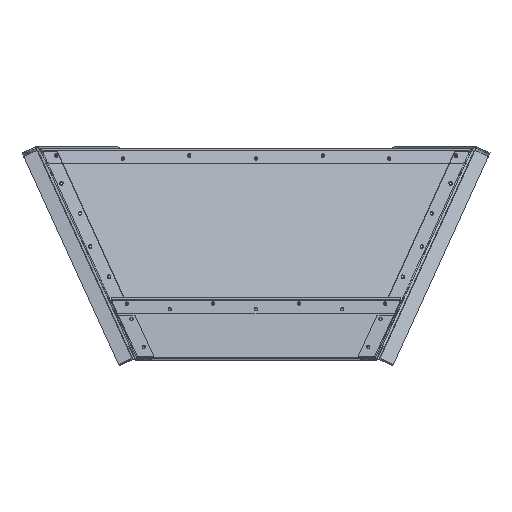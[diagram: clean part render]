
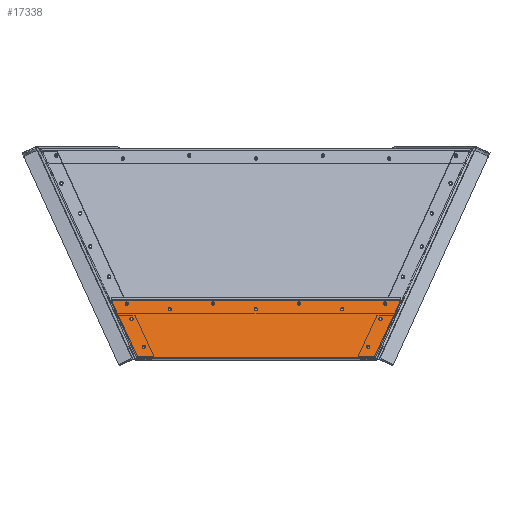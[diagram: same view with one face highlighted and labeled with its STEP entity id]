
A CAD part, top view. The second image highlights one B-rep face of the part: STEP entity #17338.
In plain terms, the highlighted face is planar.
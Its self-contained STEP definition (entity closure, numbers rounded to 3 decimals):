
#54 = DIRECTION ( 'NONE',  ( -0.391, -0.921, 0. ) ) ;
#416 = CARTESIAN_POINT ( 'NONE',  ( -337.106, 76.108, 1.6 ) ) ;
#639 = ORIENTED_EDGE ( 'NONE', *, *, #12012, .F. ) ;
#677 = EDGE_LOOP ( 'NONE', ( #1177 ) ) ;
#765 = AXIS2_PLACEMENT_3D ( 'NONE', #17645, #3120, #17735 ) ;
#934 = EDGE_CURVE ( 'NONE', #12520, #10072, #6906, .T. ) ;
#1042 = AXIS2_PLACEMENT_3D ( 'NONE', #10449, #16152, #4633 ) ;
#1177 = ORIENTED_EDGE ( 'NONE', *, *, #5360, .F. ) ;
#1359 = DIRECTION ( 'NONE',  ( 0., 0., 1. ) ) ;
#1565 = VERTEX_POINT ( 'NONE', #18330 ) ;
#1602 = CIRCLE ( 'NONE', #6693, 2. ) ;
#1749 = ORIENTED_EDGE ( 'NONE', *, *, #6799, .F. ) ;
#1829 = EDGE_CURVE ( 'NONE', #10413, #10413, #17171, .T. ) ;
#1924 = AXIS2_PLACEMENT_3D ( 'NONE', #7645, #12124, #14086 ) ;
#1933 = CARTESIAN_POINT ( 'NONE',  ( -262.4, 63.807, 1.6 ) ) ;
#2120 = FACE_BOUND ( 'NONE', #677, .T. ) ;
#2206 = CARTESIAN_POINT ( 'NONE',  ( -295.541, 14.019, 1.6 ) ) ;
#2498 = DIRECTION ( 'NONE',  ( 0., 0., 1. ) ) ;
#2513 = VERTEX_POINT ( 'NONE', #16839 ) ;
#2933 = VERTEX_POINT ( 'NONE', #7259 ) ;
#3064 = VERTEX_POINT ( 'NONE', #6171 ) ;
#3120 = DIRECTION ( 'NONE',  ( 0., 0., 1. ) ) ;
#3268 = CARTESIAN_POINT ( 'NONE',  ( -264.4, 63.807, 1.6 ) ) ;
#3406 = AXIS2_PLACEMENT_3D ( 'NONE', #18446, #9835, #5633 ) ;
#3417 = FACE_BOUND ( 'NONE', #6546, .T. ) ;
#3456 = VERTEX_POINT ( 'NONE', #10573 ) ;
#3477 = CARTESIAN_POINT ( 'NONE',  ( -154.4, 63.807, 1.6 ) ) ;
#3606 = FACE_BOUND ( 'NONE', #13687, .T. ) ;
#3703 = AXIS2_PLACEMENT_3D ( 'NONE', #1933, #13463, #6251 ) ;
#3728 = AXIS2_PLACEMENT_3D ( 'NONE', #2206, #3964, #8204 ) ;
#3964 = DIRECTION ( 'NONE',  ( 0., 0., 1. ) ) ;
#4044 = ORIENTED_EDGE ( 'NONE', *, *, #15231, .F. ) ;
#4109 = CARTESIAN_POINT ( 'NONE',  ( 4.371, 50.839, 1.6 ) ) ;
#4535 = CIRCLE ( 'NONE', #15012, 2. ) ;
#4633 = DIRECTION ( 'NONE',  ( -1., 0., 0. ) ) ;
#4664 = AXIS2_PLACEMENT_3D ( 'NONE', #11479, #1359, #13171 ) ;
#4680 = DIRECTION ( 'NONE',  ( -1., 0., 0. ) ) ;
#4757 = FACE_BOUND ( 'NONE', #5578, .T. ) ;
#4909 = EDGE_CURVE ( 'NONE', #10072, #1565, #18152, .T. ) ;
#4935 = VECTOR ( 'NONE', #11044, 1000. ) ;
#5079 = VECTOR ( 'NONE', #8307, 1000. ) ;
#5129 = EDGE_LOOP ( 'NONE', ( #11079 ) ) ;
#5242 = CARTESIAN_POINT ( 'NONE',  ( -44.4, 63.807, 1.6 ) ) ;
#5326 = CARTESIAN_POINT ( 'NONE',  ( -337.106, 76.108, 1.6 ) ) ;
#5360 = EDGE_CURVE ( 'NONE', #14857, #14857, #12724, .T. ) ;
#5547 = CARTESIAN_POINT ( 'NONE',  ( -313.171, 50.839, 1.6 ) ) ;
#5578 = EDGE_LOOP ( 'NONE', ( #14370 ) ) ;
#5633 = DIRECTION ( 'NONE',  ( -1., 0., 0. ) ) ;
#5741 = VERTEX_POINT ( 'NONE', #5547 ) ;
#6085 = CARTESIAN_POINT ( 'NONE',  ( -97.4, 71.237, 1.6 ) ) ;
#6152 = AXIS2_PLACEMENT_3D ( 'NONE', #12248, #15049, #12052 ) ;
#6171 = CARTESIAN_POINT ( 'NONE',  ( 10.6, 71.237, 1.6 ) ) ;
#6241 = CARTESIAN_POINT ( 'NONE',  ( -297.541, 14.019, 1.6 ) ) ;
#6251 = DIRECTION ( 'NONE',  ( -1., 0., 0. ) ) ;
#6532 = FACE_BOUND ( 'NONE', #9616, .T. ) ;
#6546 = EDGE_LOOP ( 'NONE', ( #15169 ) ) ;
#6693 = AXIS2_PLACEMENT_3D ( 'NONE', #14225, #2498, #14127 ) ;
#6716 = CARTESIAN_POINT ( 'NONE',  ( -304.8, 0., 1.6 ) ) ;
#6799 = EDGE_CURVE ( 'NONE', #1565, #3456, #8486, .T. ) ;
#6906 = LINE ( 'NONE', #6716, #5079 ) ;
#7038 = CIRCLE ( 'NONE', #1042, 2. ) ;
#7259 = CARTESIAN_POINT ( 'NONE',  ( -11.259, 14.019, 1.6 ) ) ;
#7354 = ORIENTED_EDGE ( 'NONE', *, *, #934, .F. ) ;
#7645 = CARTESIAN_POINT ( 'NONE',  ( -207.4, 71.237, 1.6 ) ) ;
#7765 = FACE_BOUND ( 'NONE', #14595, .T. ) ;
#7846 = FACE_BOUND ( 'NONE', #16815, .T. ) ;
#7881 = EDGE_CURVE ( 'NONE', #2933, #2933, #1602, .T. ) ;
#8166 = EDGE_CURVE ( 'NONE', #8746, #8746, #15984, .T. ) ;
#8204 = DIRECTION ( 'NONE',  ( -1., 0., 0. ) ) ;
#8307 = DIRECTION ( 'NONE',  ( -0.391, 0.921, 0. ) ) ;
#8486 = LINE ( 'NONE', #12899, #15485 ) ;
#8746 = VERTEX_POINT ( 'NONE', #14463 ) ;
#9075 = DIRECTION ( 'NONE',  ( 0., 0., 1. ) ) ;
#9119 = ORIENTED_EDGE ( 'NONE', *, *, #13732, .F. ) ;
#9153 = FACE_BOUND ( 'NONE', #5129, .T. ) ;
#9511 = EDGE_CURVE ( 'NONE', #17546, #17546, #4535, .T. ) ;
#9616 = EDGE_LOOP ( 'NONE', ( #17293 ) ) ;
#9835 = DIRECTION ( 'NONE',  ( 0., 0., 1. ) ) ;
#10072 = VERTEX_POINT ( 'NONE', #416 ) ;
#10413 = VERTEX_POINT ( 'NONE', #3268 ) ;
#10449 = CARTESIAN_POINT ( 'NONE',  ( 12.6, 71.237, 1.6 ) ) ;
#10479 = FACE_BOUND ( 'NONE', #12194, .T. ) ;
#10573 = CARTESIAN_POINT ( 'NONE',  ( 0., 0., 1.6 ) ) ;
#10689 = AXIS2_PLACEMENT_3D ( 'NONE', #6085, #9075, #4680 ) ;
#10888 = CARTESIAN_POINT ( 'NONE',  ( -319.4, 71.237, 1.6 ) ) ;
#11044 = DIRECTION ( 'NONE',  ( 1., 0., 0. ) ) ;
#11079 = ORIENTED_EDGE ( 'NONE', *, *, #17621, .F. ) ;
#11184 = CIRCLE ( 'NONE', #17757, 2. ) ;
#11479 = CARTESIAN_POINT ( 'NONE',  ( -317.4, 71.237, 1.6 ) ) ;
#11513 = CIRCLE ( 'NONE', #3406, 2. ) ;
#11779 = EDGE_LOOP ( 'NONE', ( #17578, #1749, #17344, #7354 ) ) ;
#12012 = EDGE_CURVE ( 'NONE', #5741, #5741, #11513, .T. ) ;
#12052 = DIRECTION ( 'NONE',  ( -1., 0., 0. ) ) ;
#12124 = DIRECTION ( 'NONE',  ( 0., 0., 1. ) ) ;
#12194 = EDGE_LOOP ( 'NONE', ( #12544 ) ) ;
#12248 = CARTESIAN_POINT ( 'NONE',  ( 0., 0., 1.6 ) ) ;
#12397 = VERTEX_POINT ( 'NONE', #10888 ) ;
#12465 = EDGE_LOOP ( 'NONE', ( #17058 ) ) ;
#12520 = VERTEX_POINT ( 'NONE', #15814 ) ;
#12544 = ORIENTED_EDGE ( 'NONE', *, *, #14579, .F. ) ;
#12724 = CIRCLE ( 'NONE', #3728, 2. ) ;
#12899 = CARTESIAN_POINT ( 'NONE',  ( 32.306, 76.108, 1.6 ) ) ;
#12919 = CARTESIAN_POINT ( 'NONE',  ( -152.4, 63.807, 1.6 ) ) ;
#13171 = DIRECTION ( 'NONE',  ( -1., 0., 0. ) ) ;
#13463 = DIRECTION ( 'NONE',  ( 0., 0., 1. ) ) ;
#13467 = PLANE ( 'NONE',  #6152 ) ;
#13551 = FACE_OUTER_BOUND ( 'NONE', #11779, .T. ) ;
#13687 = EDGE_LOOP ( 'NONE', ( #4044 ) ) ;
#13732 = EDGE_CURVE ( 'NONE', #2513, #2513, #17554, .T. ) ;
#13942 = CARTESIAN_POINT ( 'NONE',  ( 6.371, 50.839, 1.6 ) ) ;
#13989 = LINE ( 'NONE', #16781, #17801 ) ;
#14086 = DIRECTION ( 'NONE',  ( -1., 0., 0. ) ) ;
#14127 = DIRECTION ( 'NONE',  ( -1., 0., 0. ) ) ;
#14225 = CARTESIAN_POINT ( 'NONE',  ( -9.259, 14.019, 1.6 ) ) ;
#14330 = DIRECTION ( 'NONE',  ( -1., 0., 0. ) ) ;
#14370 = ORIENTED_EDGE ( 'NONE', *, *, #8166, .F. ) ;
#14463 = CARTESIAN_POINT ( 'NONE',  ( -209.4, 71.237, 1.6 ) ) ;
#14538 = CIRCLE ( 'NONE', #4664, 2. ) ;
#14579 = EDGE_CURVE ( 'NONE', #15082, #15082, #16915, .T. ) ;
#14595 = EDGE_LOOP ( 'NONE', ( #16067 ) ) ;
#14857 = VERTEX_POINT ( 'NONE', #6241 ) ;
#15012 = AXIS2_PLACEMENT_3D ( 'NONE', #12919, #17215, #14330 ) ;
#15049 = DIRECTION ( 'NONE',  ( 0., 0., -1. ) ) ;
#15082 = VERTEX_POINT ( 'NONE', #5242 ) ;
#15169 = ORIENTED_EDGE ( 'NONE', *, *, #9511, .F. ) ;
#15231 = EDGE_CURVE ( 'NONE', #18343, #18343, #11184, .T. ) ;
#15263 = DIRECTION ( 'NONE',  ( 0., 0., 1. ) ) ;
#15485 = VECTOR ( 'NONE', #54, 1000. ) ;
#15812 = EDGE_LOOP ( 'NONE', ( #639 ) ) ;
#15814 = CARTESIAN_POINT ( 'NONE',  ( -304.8, 0., 1.6 ) ) ;
#15984 = CIRCLE ( 'NONE', #1924, 2. ) ;
#16067 = ORIENTED_EDGE ( 'NONE', *, *, #7881, .F. ) ;
#16152 = DIRECTION ( 'NONE',  ( 0., 0., 1. ) ) ;
#16182 = FACE_BOUND ( 'NONE', #12465, .T. ) ;
#16266 = FACE_BOUND ( 'NONE', #15812, .T. ) ;
#16656 = DIRECTION ( 'NONE',  ( -1., 0., 0. ) ) ;
#16732 = EDGE_CURVE ( 'NONE', #3064, #3064, #7038, .T. ) ;
#16781 = CARTESIAN_POINT ( 'NONE',  ( 0., 0., 1.6 ) ) ;
#16815 = EDGE_LOOP ( 'NONE', ( #9119 ) ) ;
#16839 = CARTESIAN_POINT ( 'NONE',  ( -99.4, 71.237, 1.6 ) ) ;
#16887 = EDGE_CURVE ( 'NONE', #3456, #12520, #13989, .T. ) ;
#16915 = CIRCLE ( 'NONE', #765, 2. ) ;
#17058 = ORIENTED_EDGE ( 'NONE', *, *, #1829, .F. ) ;
#17171 = CIRCLE ( 'NONE', #3703, 2. ) ;
#17215 = DIRECTION ( 'NONE',  ( 0., 0., 1. ) ) ;
#17293 = ORIENTED_EDGE ( 'NONE', *, *, #16732, .F. ) ;
#17338 = ADVANCED_FACE ( 'NONE', ( #6532, #2120, #16266, #16182, #3417, #9153, #4757, #7846, #10479, #7765, #3606, #13551 ), #13467, .F. ) ;
#17344 = ORIENTED_EDGE ( 'NONE', *, *, #4909, .F. ) ;
#17546 = VERTEX_POINT ( 'NONE', #3477 ) ;
#17554 = CIRCLE ( 'NONE', #10689, 2. ) ;
#17578 = ORIENTED_EDGE ( 'NONE', *, *, #16887, .F. ) ;
#17621 = EDGE_CURVE ( 'NONE', #12397, #12397, #14538, .T. ) ;
#17645 = CARTESIAN_POINT ( 'NONE',  ( -42.4, 63.807, 1.6 ) ) ;
#17735 = DIRECTION ( 'NONE',  ( -1., 0., 0. ) ) ;
#17757 = AXIS2_PLACEMENT_3D ( 'NONE', #13942, #15263, #16656 ) ;
#17801 = VECTOR ( 'NONE', #17921, 1000. ) ;
#17921 = DIRECTION ( 'NONE',  ( -1., 0., 0. ) ) ;
#18152 = LINE ( 'NONE', #5326, #4935 ) ;
#18330 = CARTESIAN_POINT ( 'NONE',  ( 32.306, 76.108, 1.6 ) ) ;
#18343 = VERTEX_POINT ( 'NONE', #4109 ) ;
#18446 = CARTESIAN_POINT ( 'NONE',  ( -311.171, 50.839, 1.6 ) ) ;
